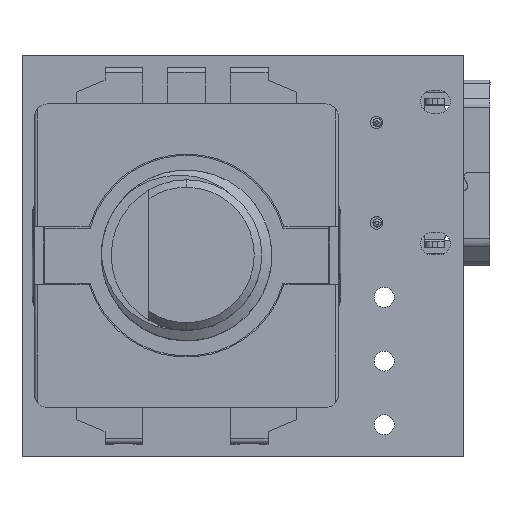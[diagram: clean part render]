
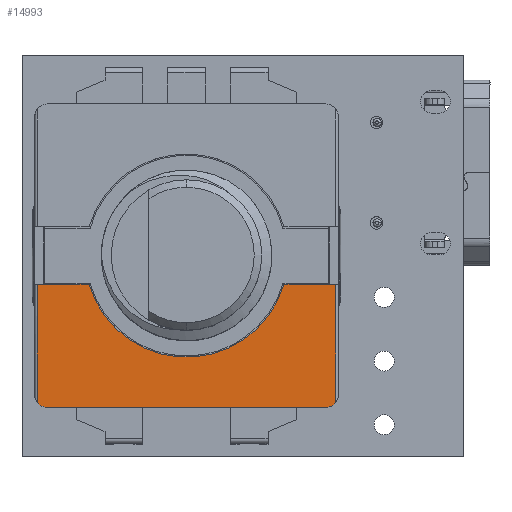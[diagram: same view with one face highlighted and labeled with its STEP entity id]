
A CAD part, top view. The second image highlights one B-rep face of the part: STEP entity #14993.
In plain terms, the highlighted face is planar.
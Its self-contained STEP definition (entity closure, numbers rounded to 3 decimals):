
#14993 = ADVANCED_FACE('',(#14994),#15063,.F.);
#14994 = FACE_BOUND('',#14995,.T.);
#14995 = EDGE_LOOP('',(#14996,#15006,#15014,#15023,#15031,#15040,#15048,
    #15056));
#14996 = ORIENTED_EDGE('',*,*,#14997,.F.);
#14997 = EDGE_CURVE('',#14998,#15000,#15002,.T.);
#14998 = VERTEX_POINT('',#14999);
#14999 = CARTESIAN_POINT('',(-5.95,6.5,1.15));
#15000 = VERTEX_POINT('',#15001);
#15001 = CARTESIAN_POINT('',(-3.883,6.5,1.15));
#15002 = LINE('',#15003,#15004);
#15003 = CARTESIAN_POINT('',(-5.7,6.5,1.15));
#15004 = VECTOR('',#15005,1.);
#15005 = DIRECTION('',(1.,0.,0.));
#15006 = ORIENTED_EDGE('',*,*,#15007,.T.);
#15007 = EDGE_CURVE('',#14998,#15008,#15010,.T.);
#15008 = VERTEX_POINT('',#15009);
#15009 = CARTESIAN_POINT('',(-5.95,6.5,5.85));
#15010 = LINE('',#15011,#15012);
#15011 = CARTESIAN_POINT('',(-5.95,6.5,0.));
#15012 = VECTOR('',#15013,1.);
#15013 = DIRECTION('',(0.,0.,1.));
#15014 = ORIENTED_EDGE('',*,*,#15015,.T.);
#15015 = EDGE_CURVE('',#15008,#15016,#15018,.T.);
#15016 = VERTEX_POINT('',#15017);
#15017 = CARTESIAN_POINT('',(-5.55,6.5,6.05));
#15018 = CIRCLE('',#15019,0.5);
#15019 = AXIS2_PLACEMENT_3D('',#15020,#15021,#15022);
#15020 = CARTESIAN_POINT('',(-5.55,6.5,5.55));
#15021 = DIRECTION('',(0.,1.,0.));
#15022 = DIRECTION('',(0.,0.,-1.));
#15023 = ORIENTED_EDGE('',*,*,#15024,.T.);
#15024 = EDGE_CURVE('',#15016,#15025,#15027,.T.);
#15025 = VERTEX_POINT('',#15026);
#15026 = CARTESIAN_POINT('',(5.55,6.5,6.05));
#15027 = LINE('',#15028,#15029);
#15028 = CARTESIAN_POINT('',(-6.05,6.5,6.05));
#15029 = VECTOR('',#15030,1.);
#15030 = DIRECTION('',(1.,0.,0.));
#15031 = ORIENTED_EDGE('',*,*,#15032,.T.);
#15032 = EDGE_CURVE('',#15025,#15033,#15035,.T.);
#15033 = VERTEX_POINT('',#15034);
#15034 = CARTESIAN_POINT('',(5.95,6.5,5.85));
#15035 = CIRCLE('',#15036,0.5);
#15036 = AXIS2_PLACEMENT_3D('',#15037,#15038,#15039);
#15037 = CARTESIAN_POINT('',(5.55,6.5,5.55));
#15038 = DIRECTION('',(0.,1.,0.));
#15039 = DIRECTION('',(0.,0.,-1.));
#15040 = ORIENTED_EDGE('',*,*,#15041,.T.);
#15041 = EDGE_CURVE('',#15033,#15042,#15044,.T.);
#15042 = VERTEX_POINT('',#15043);
#15043 = CARTESIAN_POINT('',(5.95,6.5,1.15));
#15044 = LINE('',#15045,#15046);
#15045 = CARTESIAN_POINT('',(5.95,6.5,0.));
#15046 = VECTOR('',#15047,1.);
#15047 = DIRECTION('',(0.,0.,-1.));
#15048 = ORIENTED_EDGE('',*,*,#15049,.F.);
#15049 = EDGE_CURVE('',#15050,#15042,#15052,.T.);
#15050 = VERTEX_POINT('',#15051);
#15051 = CARTESIAN_POINT('',(3.883,6.5,1.15));
#15052 = LINE('',#15053,#15054);
#15053 = CARTESIAN_POINT('',(3.883,6.5,1.15));
#15054 = VECTOR('',#15055,1.);
#15055 = DIRECTION('',(1.,0.,0.));
#15056 = ORIENTED_EDGE('',*,*,#15057,.F.);
#15057 = EDGE_CURVE('',#15000,#15050,#15058,.T.);
#15058 = CIRCLE('',#15059,4.05);
#15059 = AXIS2_PLACEMENT_3D('',#15060,#15061,#15062);
#15060 = CARTESIAN_POINT('',(0.,6.5,0.));
#15061 = DIRECTION('',(0.,1.,0.));
#15062 = DIRECTION('',(0.,0.,1.));
#15063 = PLANE('',#15064);
#15064 = AXIS2_PLACEMENT_3D('',#15065,#15066,#15067);
#15065 = CARTESIAN_POINT('',(0.,6.5,0.));
#15066 = DIRECTION('',(0.,-1.,0.));
#15067 = DIRECTION('',(0.,0.,-1.));
